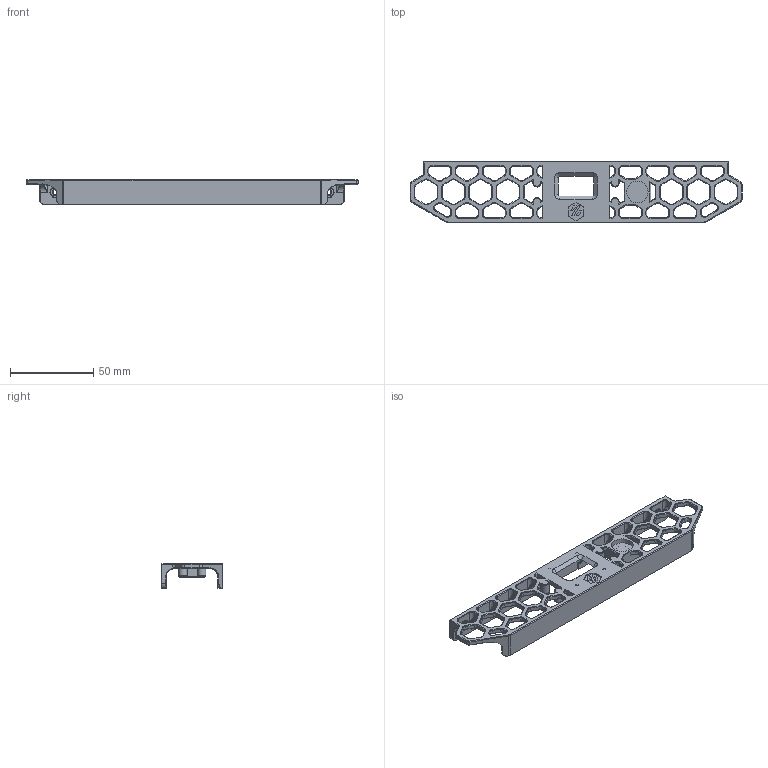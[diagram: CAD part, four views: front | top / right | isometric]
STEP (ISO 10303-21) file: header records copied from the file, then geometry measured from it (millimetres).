
FILE_DESCRIPTION(/* description */ (''),/* implementation_level */ '2;1');
FILE_NAME(/* name */ 'Skirt_OLED_Encoder.stp',/* time_stamp */ '2023-10-06T14:54:23-05:00',/* author */ ('keith'),/* organization */ (''),/* preprocessor_version */ 'ST-DEVELOPER v18.1',/* originating_system */ 'Autodesk Inventor 2022',/* authorisation */ '');
FILE_SCHEMA (('AUTOMOTIVE_DESIGN { 1 0 10303 214 3 1 1 }'));
Products named in the file (1): Skirt_OLED_With_Encoder
Bounding box: 200 x 37 x 15 mm (x, y, z)
Volume: 23794.9 mm3; surface area: 22248.7 mm2
Topology: 1 solids, 1 shells, 1117 faces, 2747 edges, 1598 vertices
Faces by surface type: plane 538, cone 298, cylinder 203, bspline 78
Full cylindrical faces by diameter (mm): 1.9 x8, 3.4 x2, 5 x4, 6.2 x2, 7.5 x1, 13 x1
Entity records: 51579 total; most frequent: CARTESIAN_POINT 24400, ORIENTED_EDGE 5430, DIRECTION 5345, EDGE_CURVE 2715, LINE 1837, VECTOR 1837, AXIS2_PLACEMENT_3D 1754, VERTEX_POINT 1598
